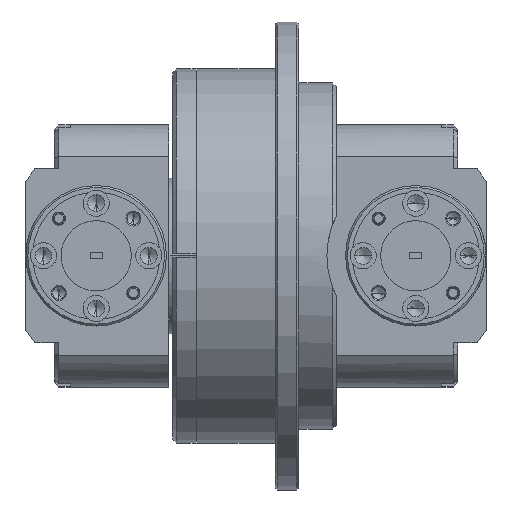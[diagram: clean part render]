
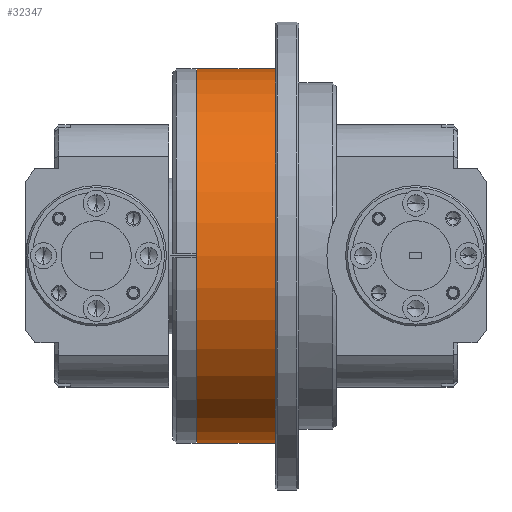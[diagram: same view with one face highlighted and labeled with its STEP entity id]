
A CAD part, top view. The second image highlights one B-rep face of the part: STEP entity #32347.
In plain terms, the highlighted cylindrical face has radius 25.4 mm (diameter 50.8 mm), a partial arc.
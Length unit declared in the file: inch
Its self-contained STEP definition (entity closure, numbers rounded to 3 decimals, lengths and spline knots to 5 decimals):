
#293 = CARTESIAN_POINT ( 'NONE',  ( 0., -1., 0. ) ) ;
#776 = FACE_OUTER_BOUND ( 'NONE', #13484, .T. ) ;
#880 = AXIS2_PLACEMENT_3D ( 'NONE', #27657, #24204, #33244 ) ;
#1323 = CIRCLE ( 'NONE', #17814, 1. ) ;
#2160 = LINE ( 'NONE', #8211, #40956 ) ;
#4039 = ORIENTED_EDGE ( 'NONE', *, *, #37896, .F. ) ;
#4231 = VECTOR ( 'NONE', #19488, 39.37008 ) ;
#4607 = EDGE_CURVE ( 'NONE', #29919, #16149, #16646, .T. ) ;
#4867 = VERTEX_POINT ( 'NONE', #36687 ) ;
#5635 = AXIS2_PLACEMENT_3D ( 'NONE', #33373, #7347, #9965 ) ;
#6119 = CARTESIAN_POINT ( 'NONE',  ( 0.06, 1., 0. ) ) ;
#7347 = DIRECTION ( 'NONE',  ( 1., 0., 0. ) ) ;
#8211 = CARTESIAN_POINT ( 'NONE',  ( 0., 1., 0. ) ) ;
#9965 = DIRECTION ( 'NONE',  ( 0., -1., 0. ) ) ;
#12880 = DIRECTION ( 'NONE',  ( 1., 0., 0. ) ) ;
#13484 = EDGE_LOOP ( 'NONE', ( #15132, #39875, #4039, #21457 ) ) ;
#13871 = CYLINDRICAL_SURFACE ( 'NONE', #880, 1. ) ;
#14566 = CIRCLE ( 'NONE', #5635, 1. ) ;
#14725 = CARTESIAN_POINT ( 'NONE',  ( 0.06, -1., 0. ) ) ;
#15132 = ORIENTED_EDGE ( 'NONE', *, *, #19903, .T. ) ;
#16149 = VERTEX_POINT ( 'NONE', #14725 ) ;
#16646 = LINE ( 'NONE', #293, #4231 ) ;
#17814 = AXIS2_PLACEMENT_3D ( 'NONE', #26205, #12880, #39772 ) ;
#19488 = DIRECTION ( 'NONE',  ( 1., 0., 0. ) ) ;
#19903 = EDGE_CURVE ( 'NONE', #4867, #29919, #14566, .T. ) ;
#21457 = ORIENTED_EDGE ( 'NONE', *, *, #35529, .F. ) ;
#24204 = DIRECTION ( 'NONE',  ( 1., 0., 0. ) ) ;
#26205 = CARTESIAN_POINT ( 'NONE',  ( 0.06, 0., 0. ) ) ;
#27657 = CARTESIAN_POINT ( 'NONE',  ( 0., 0., 0. ) ) ;
#28622 = DIRECTION ( 'NONE',  ( 1., 0., 0. ) ) ;
#29919 = VERTEX_POINT ( 'NONE', #33607 ) ;
#32347 = ADVANCED_FACE ( 'NONE', ( #776 ), #13871, .T. ) ;
#33244 = DIRECTION ( 'NONE',  ( 0., 1., 0. ) ) ;
#33373 = CARTESIAN_POINT ( 'NONE',  ( -0.3615, 0., 0. ) ) ;
#33607 = CARTESIAN_POINT ( 'NONE',  ( -0.3615, -1., 0. ) ) ;
#33698 = VERTEX_POINT ( 'NONE', #6119 ) ;
#35529 = EDGE_CURVE ( 'NONE', #4867, #33698, #2160, .T. ) ;
#36687 = CARTESIAN_POINT ( 'NONE',  ( -0.3615, 1., 0. ) ) ;
#37896 = EDGE_CURVE ( 'NONE', #33698, #16149, #1323, .T. ) ;
#39772 = DIRECTION ( 'NONE',  ( 0., 1., 0. ) ) ;
#39875 = ORIENTED_EDGE ( 'NONE', *, *, #4607, .T. ) ;
#40956 = VECTOR ( 'NONE', #28622, 39.37008 ) ;
